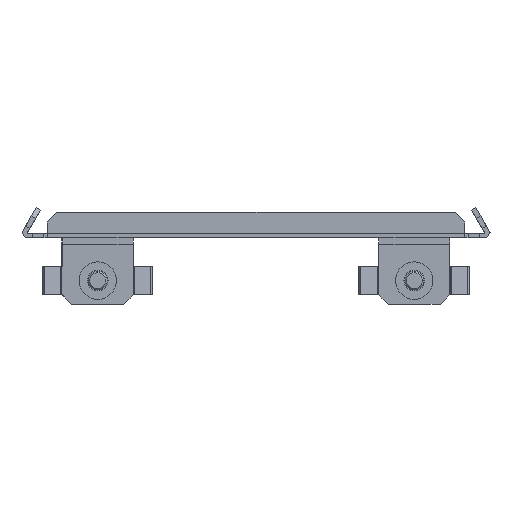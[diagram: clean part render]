
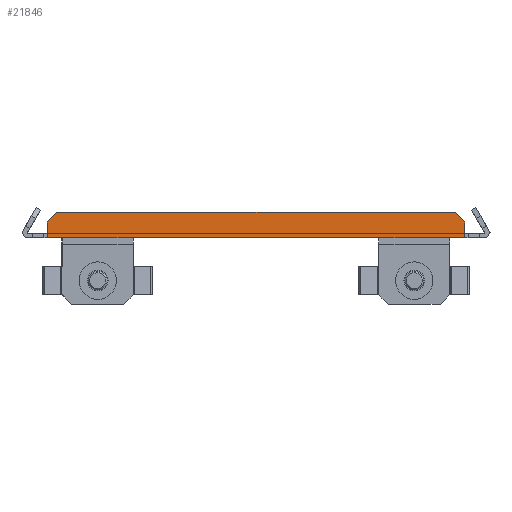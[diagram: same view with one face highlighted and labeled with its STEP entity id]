
A CAD part, left-side view. The second image highlights one B-rep face of the part: STEP entity #21846.
In plain terms, the highlighted planar face has unit normal (-1, 0, 0).
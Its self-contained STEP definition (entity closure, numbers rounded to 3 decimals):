
#29 = VECTOR ( 'NONE', #6225, 1000. ) ;
#264 = LINE ( 'NONE', #2273, #7256 ) ;
#465 = VECTOR ( 'NONE', #15720, 1000. ) ;
#549 = EDGE_CURVE ( 'NONE', #11707, #11497, #10284, .T. ) ;
#641 = VERTEX_POINT ( 'NONE', #11172 ) ;
#987 = FACE_OUTER_BOUND ( 'NONE', #5812, .T. ) ;
#1355 = LINE ( 'NONE', #8184, #14172 ) ;
#1978 = VERTEX_POINT ( 'NONE', #14966 ) ;
#2078 = ORIENTED_EDGE ( 'NONE', *, *, #10943, .T. ) ;
#2273 = CARTESIAN_POINT ( 'NONE',  ( 1., -127.147, -1.5 ) ) ;
#3034 = DIRECTION ( 'NONE',  ( 0., 1., 0. ) ) ;
#3037 = ORIENTED_EDGE ( 'NONE', *, *, #18527, .T. ) ;
#3577 = CARTESIAN_POINT ( 'NONE',  ( 1., 4.647, -1.5 ) ) ;
#5205 = VERTEX_POINT ( 'NONE', #14199 ) ;
#5379 = DIRECTION ( 'NONE',  ( 0., 0.707, -0.707 ) ) ;
#5812 = EDGE_LOOP ( 'NONE', ( #3037, #17251, #12977, #13249, #5876, #20066, #8967, #15199, #2078, #16471, #6657, #19518 ) ) ;
#5876 = ORIENTED_EDGE ( 'NONE', *, *, #16074, .T. ) ;
#6045 = VECTOR ( 'NONE', #18435, 1000. ) ;
#6096 = VECTOR ( 'NONE', #22064, 1000. ) ;
#6170 = EDGE_CURVE ( 'NONE', #19404, #11707, #1355, .T. ) ;
#6225 = DIRECTION ( 'NONE',  ( 0., 0.707, 0.707 ) ) ;
#6269 = VERTEX_POINT ( 'NONE', #9371 ) ;
#6657 = ORIENTED_EDGE ( 'NONE', *, *, #6170, .T. ) ;
#6904 = CARTESIAN_POINT ( 'NONE',  ( 1., 4.647, 1. ) ) ;
#7256 = VECTOR ( 'NONE', #13892, 1000. ) ;
#7391 = VERTEX_POINT ( 'NONE', #9803 ) ;
#7893 = LINE ( 'NONE', #14713, #29 ) ;
#7962 = VECTOR ( 'NONE', #21567, 1000. ) ;
#8013 = VECTOR ( 'NONE', #20191, 1000. ) ;
#8184 = CARTESIAN_POINT ( 'NONE',  ( 1., -61.25, 6.5 ) ) ;
#8219 = CARTESIAN_POINT ( 'NONE',  ( 1., -124.147, 6.5 ) ) ;
#8525 = VERTEX_POINT ( 'NONE', #14315 ) ;
#8691 = CARTESIAN_POINT ( 'NONE',  ( 1., -61.25, -1.5 ) ) ;
#8967 = ORIENTED_EDGE ( 'NONE', *, *, #16585, .T. ) ;
#8994 = DIRECTION ( 'NONE',  ( 0., -1., 0. ) ) ;
#9252 = EDGE_CURVE ( 'NONE', #15986, #5205, #19880, .T. ) ;
#9371 = CARTESIAN_POINT ( 'NONE',  ( 1., -127.147, 3.5 ) ) ;
#9803 = CARTESIAN_POINT ( 'NONE',  ( 1., -122.345, -1.5 ) ) ;
#9959 = AXIS2_PLACEMENT_3D ( 'NONE', #13054, #14631, #21418 ) ;
#10284 = LINE ( 'NONE', #17092, #15669 ) ;
#10469 = LINE ( 'NONE', #8691, #465 ) ;
#10943 = EDGE_CURVE ( 'NONE', #16821, #6269, #15506, .T. ) ;
#11020 = CARTESIAN_POINT ( 'NONE',  ( 1., -61.25, -1.5 ) ) ;
#11102 = CARTESIAN_POINT ( 'NONE',  ( 1., -61.25, -1.5 ) ) ;
#11172 = CARTESIAN_POINT ( 'NONE',  ( 1., -127.147, -1.5 ) ) ;
#11269 = EDGE_CURVE ( 'NONE', #6269, #19404, #7893, .T. ) ;
#11497 = VERTEX_POINT ( 'NONE', #20922 ) ;
#11691 = CARTESIAN_POINT ( 'NONE',  ( 1., -127.147, -1.5 ) ) ;
#11707 = VERTEX_POINT ( 'NONE', #20342 ) ;
#12050 = LINE ( 'NONE', #3577, #8013 ) ;
#12977 = ORIENTED_EDGE ( 'NONE', *, *, #17463, .T. ) ;
#13054 = CARTESIAN_POINT ( 'NONE',  ( 1., -61.25, -1.5 ) ) ;
#13241 = EDGE_CURVE ( 'NONE', #16821, #641, #264, .T. ) ;
#13249 = ORIENTED_EDGE ( 'NONE', *, *, #21611, .T. ) ;
#13758 = CARTESIAN_POINT ( 'NONE',  ( 1., -61.25, -1.5 ) ) ;
#13892 = DIRECTION ( 'NONE',  ( 0., 0., -1. ) ) ;
#13972 = LINE ( 'NONE', #13758, #20275 ) ;
#14023 = VECTOR ( 'NONE', #19599, 1000. ) ;
#14172 = VECTOR ( 'NONE', #3034, 1000. ) ;
#14199 = CARTESIAN_POINT ( 'NONE',  ( 1., 4.647, -1.5 ) ) ;
#14315 = CARTESIAN_POINT ( 'NONE',  ( 1., -100., -1.5 ) ) ;
#14593 = CARTESIAN_POINT ( 'NONE',  ( 1., -0.155, -1.5 ) ) ;
#14631 = DIRECTION ( 'NONE',  ( 1., 0., 0. ) ) ;
#14713 = CARTESIAN_POINT ( 'NONE',  ( 1., -96.699, 33.949 ) ) ;
#14780 = CARTESIAN_POINT ( 'NONE',  ( 1., 4.647, 1. ) ) ;
#14966 = CARTESIAN_POINT ( 'NONE',  ( 1., -22.5, -1.5 ) ) ;
#15199 = ORIENTED_EDGE ( 'NONE', *, *, #13241, .F. ) ;
#15506 = LINE ( 'NONE', #11691, #6096 ) ;
#15669 = VECTOR ( 'NONE', #5379, 1000. ) ;
#15720 = DIRECTION ( 'NONE',  ( 0., -1., 0. ) ) ;
#15986 = VERTEX_POINT ( 'NONE', #6904 ) ;
#16074 = EDGE_CURVE ( 'NONE', #1978, #8525, #10469, .T. ) ;
#16264 = LINE ( 'NONE', #11020, #14023 ) ;
#16453 = LINE ( 'NONE', #18337, #7962 ) ;
#16471 = ORIENTED_EDGE ( 'NONE', *, *, #11269, .T. ) ;
#16585 = EDGE_CURVE ( 'NONE', #7391, #641, #19564, .T. ) ;
#16706 = EDGE_CURVE ( 'NONE', #8525, #7391, #16453, .T. ) ;
#16821 = VERTEX_POINT ( 'NONE', #20335 ) ;
#17092 = CARTESIAN_POINT ( 'NONE',  ( 1., -25.802, 33.949 ) ) ;
#17251 = ORIENTED_EDGE ( 'NONE', *, *, #9252, .T. ) ;
#17463 = EDGE_CURVE ( 'NONE', #5205, #19227, #16264, .T. ) ;
#17608 = VECTOR ( 'NONE', #8994, 1000. ) ;
#17647 = DIRECTION ( 'NONE',  ( 0., -1., 0. ) ) ;
#18337 = CARTESIAN_POINT ( 'NONE',  ( 1., -61.25, -1.5 ) ) ;
#18435 = DIRECTION ( 'NONE',  ( 0., 0., -1. ) ) ;
#18527 = EDGE_CURVE ( 'NONE', #11497, #15986, #12050, .T. ) ;
#19227 = VERTEX_POINT ( 'NONE', #14593 ) ;
#19404 = VERTEX_POINT ( 'NONE', #8219 ) ;
#19518 = ORIENTED_EDGE ( 'NONE', *, *, #549, .T. ) ;
#19564 = LINE ( 'NONE', #11102, #17608 ) ;
#19599 = DIRECTION ( 'NONE',  ( 0., -1., 0. ) ) ;
#19880 = LINE ( 'NONE', #14780, #6045 ) ;
#20066 = ORIENTED_EDGE ( 'NONE', *, *, #16706, .T. ) ;
#20191 = DIRECTION ( 'NONE',  ( 0., 0., -1. ) ) ;
#20275 = VECTOR ( 'NONE', #17647, 1000. ) ;
#20335 = CARTESIAN_POINT ( 'NONE',  ( 1., -127.147, 1. ) ) ;
#20342 = CARTESIAN_POINT ( 'NONE',  ( 1., 1.647, 6.5 ) ) ;
#20922 = CARTESIAN_POINT ( 'NONE',  ( 1., 4.647, 3.5 ) ) ;
#21418 = DIRECTION ( 'NONE',  ( 0., -1., 0. ) ) ;
#21525 = PLANE ( 'NONE',  #9959 ) ;
#21567 = DIRECTION ( 'NONE',  ( 0., -1., 0. ) ) ;
#21611 = EDGE_CURVE ( 'NONE', #19227, #1978, #13972, .T. ) ;
#21846 = ADVANCED_FACE ( 'NONE', ( #987 ), #21525, .F. ) ;
#22064 = DIRECTION ( 'NONE',  ( 0., 0., 1. ) ) ;
